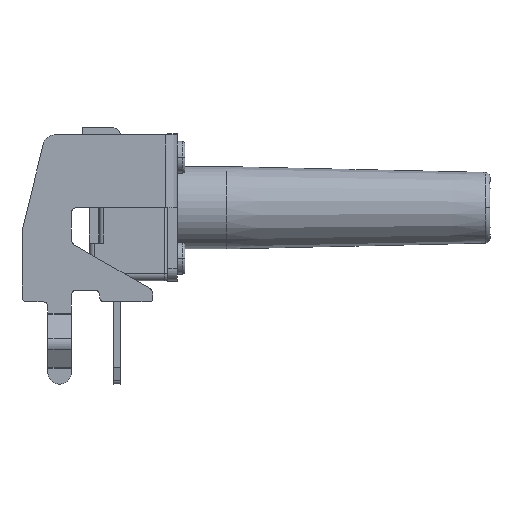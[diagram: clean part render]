
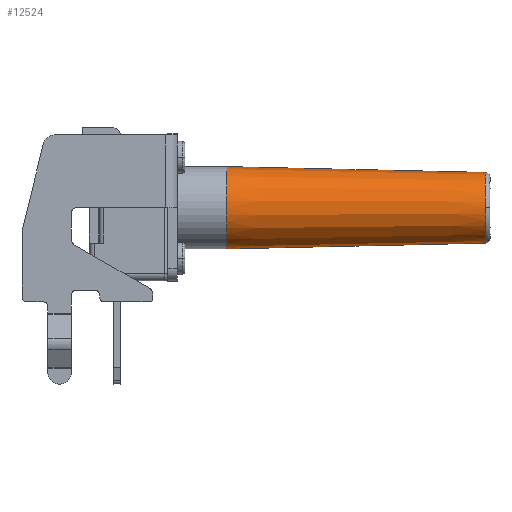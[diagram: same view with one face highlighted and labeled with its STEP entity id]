
A CAD part, left-side view. The second image highlights one B-rep face of the part: STEP entity #12524.
In plain terms, the highlighted conical face has half-angle 1.279 degrees and reference radius 1.75 mm.
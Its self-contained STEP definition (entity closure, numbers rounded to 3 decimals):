
#512 = CARTESIAN_POINT ( 'NONE',  ( 0., -4.18, 2.25 ) ) ;
#600 = DIRECTION ( 'NONE',  ( 0., 1., -0.022 ) ) ;
#601 = VECTOR ( 'NONE', #600, 1000. ) ;
#602 = CARTESIAN_POINT ( 'NONE',  ( 0., -4.18, 2.25 ) ) ;
#607 = CARTESIAN_POINT ( 'NONE',  ( 0., -4.18, 5.75 ) ) ;
#612 = LINE ( 'NONE', #602, #601 ) ;
#701 = DIRECTION ( 'NONE',  ( 0., 1., 0.022 ) ) ;
#702 = VECTOR ( 'NONE', #701, 1000. ) ;
#711 = CARTESIAN_POINT ( 'NONE',  ( 0., -4.18, 5.75 ) ) ;
#712 = LINE ( 'NONE', #711, #702 ) ;
#932 = CARTESIAN_POINT ( 'NONE',  ( 0., -15.184, 2.496 ) ) ;
#3870 = DIRECTION ( 'NONE',  ( 1., 0., 0. ) ) ;
#3871 = DIRECTION ( 'NONE',  ( 0., 1., 0. ) ) ;
#3872 = CARTESIAN_POINT ( 'NONE',  ( 0., -15.184, 4. ) ) ;
#3876 = AXIS2_PLACEMENT_3D ( 'NONE', #3872, #3871, #3870 ) ;
#3915 = CIRCLE ( 'NONE', #3876, 1.504 ) ;
#3992 = CARTESIAN_POINT ( 'NONE',  ( -1.504, -15.184, 4. ) ) ;
#4094 = CARTESIAN_POINT ( 'NONE',  ( 0., -15.184, 5.504 ) ) ;
#4513 = FACE_OUTER_BOUND ( 'NONE', #12608, .T. ) ;
#4565 = CONICAL_SURFACE ( 'NONE', #4568, 1.75, 0.022 ) ;
#4568 = AXIS2_PLACEMENT_3D ( 'NONE', #4599, #4598, #4597 ) ;
#4569 = AXIS2_PLACEMENT_3D ( 'NONE', #4586, #4590, #4589 ) ;
#4581 = CIRCLE ( 'NONE', #4569, 1.75 ) ;
#4586 = CARTESIAN_POINT ( 'NONE',  ( 0., -4.18, 4. ) ) ;
#4589 = DIRECTION ( 'NONE',  ( 1., 0., 0. ) ) ;
#4590 = DIRECTION ( 'NONE',  ( 0., -1., 0. ) ) ;
#4597 = DIRECTION ( 'NONE',  ( 0., 0., 1. ) ) ;
#4598 = DIRECTION ( 'NONE',  ( 0., 1., 0. ) ) ;
#4599 = CARTESIAN_POINT ( 'NONE',  ( 0., -4.18, 4. ) ) ;
#4622 = DIRECTION ( 'NONE',  ( 1., 0., 0. ) ) ;
#4623 = DIRECTION ( 'NONE',  ( 0., 1., 0. ) ) ;
#4624 = CARTESIAN_POINT ( 'NONE',  ( 0., -15.184, 4. ) ) ;
#4625 = AXIS2_PLACEMENT_3D ( 'NONE', #4624, #4623, #4622 ) ;
#4649 = CIRCLE ( 'NONE', #4625, 1.504 ) ;
#11045 = VERTEX_POINT ( 'NONE', #512 ) ;
#11111 = EDGE_CURVE ( 'NONE', #12414, #11132, #712, .T. ) ;
#11131 = EDGE_CURVE ( 'NONE', #11155, #11045, #612, .T. ) ;
#11132 = VERTEX_POINT ( 'NONE', #607 ) ;
#11155 = VERTEX_POINT ( 'NONE', #932 ) ;
#12399 = EDGE_CURVE ( 'NONE', #12407, #12414, #3915, .T. ) ;
#12407 = VERTEX_POINT ( 'NONE', #3992 ) ;
#12414 = VERTEX_POINT ( 'NONE', #4094 ) ;
#12524 = ADVANCED_FACE ( 'NONE', ( #4513 ), #4565, .T. ) ;
#12527 = EDGE_CURVE ( 'NONE', #11132, #11045, #4581, .T. ) ;
#12528 = ORIENTED_EDGE ( 'NONE', *, *, #12527, .T. ) ;
#12538 = ORIENTED_EDGE ( 'NONE', *, *, #11131, .F. ) ;
#12556 = ORIENTED_EDGE ( 'NONE', *, *, #11111, .T. ) ;
#12581 = EDGE_CURVE ( 'NONE', #11155, #12407, #4649, .T. ) ;
#12608 = EDGE_LOOP ( 'NONE', ( #12538, #12622, #12621, #12556, #12528 ) ) ;
#12621 = ORIENTED_EDGE ( 'NONE', *, *, #12399, .T. ) ;
#12622 = ORIENTED_EDGE ( 'NONE', *, *, #12581, .T. ) ;
